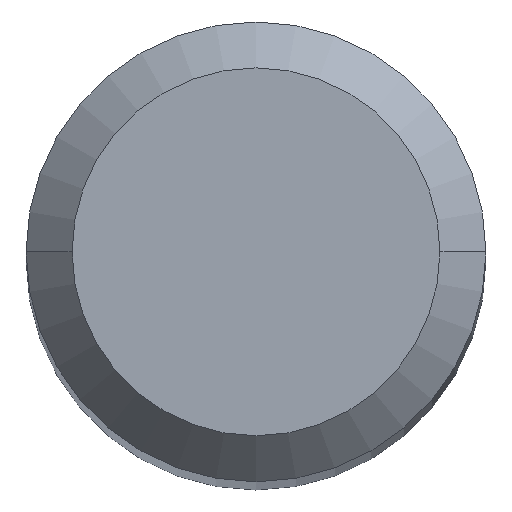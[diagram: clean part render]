
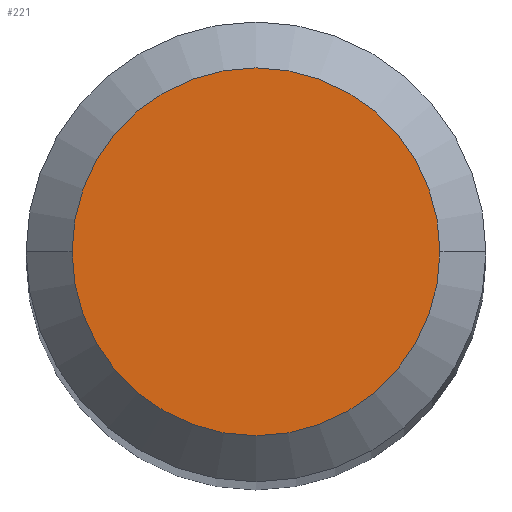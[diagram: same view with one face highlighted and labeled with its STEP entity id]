
A CAD part, top view. The second image highlights one B-rep face of the part: STEP entity #221.
In plain terms, the highlighted planar face has unit normal (0, 0, 1).
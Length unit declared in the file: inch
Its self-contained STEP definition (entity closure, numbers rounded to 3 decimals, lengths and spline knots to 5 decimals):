
#74 = CIRCLE ( 'NONE', #285, 0.063 ) ;
#78 = ORIENTED_EDGE ( 'NONE', *, *, #99, .T. ) ;
#80 = CARTESIAN_POINT ( 'NONE',  ( 0., 0., 0. ) ) ;
#99 = EDGE_CURVE ( 'NONE', #320, #452, #74, .T. ) ;
#129 = DIRECTION ( 'NONE',  ( -1., 0., 0. ) ) ;
#181 = CARTESIAN_POINT ( 'NONE',  ( -0.063, 0., 0. ) ) ;
#194 = PLANE ( 'NONE',  #356 ) ;
#202 = EDGE_LOOP ( 'NONE', ( #207, #78 ) ) ;
#207 = ORIENTED_EDGE ( 'NONE', *, *, #316, .T. ) ;
#221 = ADVANCED_FACE ( 'NONE', ( #274 ), #194, .F. ) ;
#274 = FACE_OUTER_BOUND ( 'NONE', #202, .T. ) ;
#281 = DIRECTION ( 'NONE',  ( 0., 0., 1. ) ) ;
#285 = AXIS2_PLACEMENT_3D ( 'NONE', #80, #281, #425 ) ;
#290 = DIRECTION ( 'NONE',  ( 0., 0., 1. ) ) ;
#310 = DIRECTION ( 'NONE',  ( 0., 0., -1. ) ) ;
#314 = CIRCLE ( 'NONE', #487, 0.063 ) ;
#316 = EDGE_CURVE ( 'NONE', #452, #320, #314, .T. ) ;
#320 = VERTEX_POINT ( 'NONE', #477 ) ;
#330 = CARTESIAN_POINT ( 'NONE',  ( 0., 0., 0. ) ) ;
#356 = AXIS2_PLACEMENT_3D ( 'NONE', #466, #310, #129 ) ;
#400 = DIRECTION ( 'NONE',  ( 1., 0., 0. ) ) ;
#425 = DIRECTION ( 'NONE',  ( 1., 0., 0. ) ) ;
#452 = VERTEX_POINT ( 'NONE', #181 ) ;
#466 = CARTESIAN_POINT ( 'NONE',  ( 0., 0., 0. ) ) ;
#477 = CARTESIAN_POINT ( 'NONE',  ( 0.063, 0., 0. ) ) ;
#487 = AXIS2_PLACEMENT_3D ( 'NONE', #330, #290, #400 ) ;
